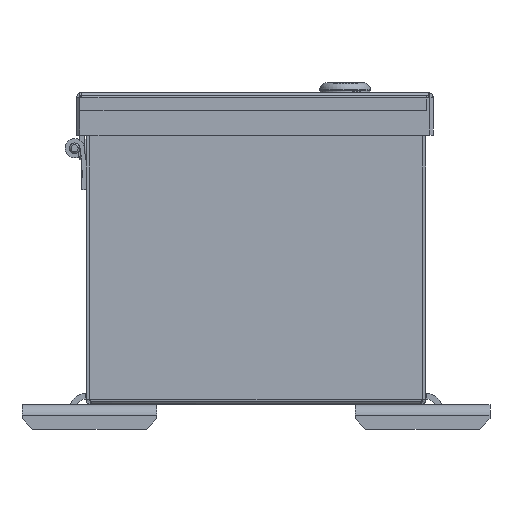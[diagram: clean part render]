
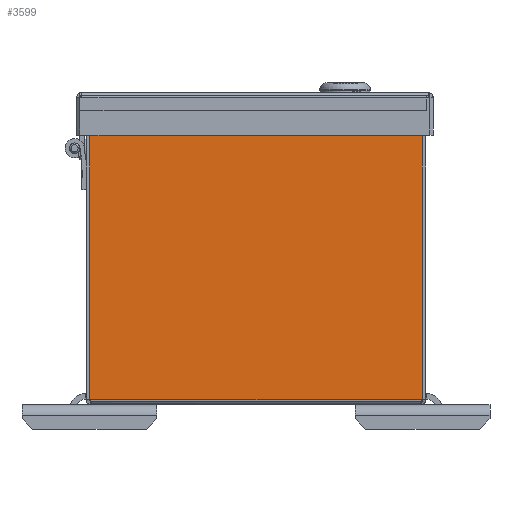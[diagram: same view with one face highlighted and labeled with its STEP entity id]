
A CAD part, front view. The second image highlights one B-rep face of the part: STEP entity #3599.
In plain terms, the highlighted planar face has unit normal (0, -1, 0).
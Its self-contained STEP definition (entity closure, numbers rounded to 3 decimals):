
#3599 = ADVANCED_FACE( '', ( #7783 ), #7784, .F. );
#7783 = FACE_OUTER_BOUND( '', #24651, .T. );
#7784 = PLANE( '', #24652 );
#24651 = EDGE_LOOP( '', ( #50027, #50028, #50029, #50030, #50031, #50032 ) );
#24652 = AXIS2_PLACEMENT_3D( '', #50033, #50034, #50035 );
#50027 = ORIENTED_EDGE( '', *, *, #62156, .T. );
#50028 = ORIENTED_EDGE( '', *, *, #62157, .F. );
#50029 = ORIENTED_EDGE( '', *, *, #62158, .T. );
#50030 = ORIENTED_EDGE( '', *, *, #60752, .T. );
#50031 = ORIENTED_EDGE( '', *, *, #62159, .T. );
#50032 = ORIENTED_EDGE( '', *, *, #62160, .T. );
#50033 = CARTESIAN_POINT( '', ( -520.548, -304.8, 0. ) );
#50034 = DIRECTION( '', ( 0., 1., 0. ) );
#50035 = DIRECTION( '', ( 0., 0., 1. ) );
#60752 = EDGE_CURVE( '', #66827, #66831, #66833, .F. );
#62156 = EDGE_CURVE( '', #69025, #69026, #69027, .T. );
#62157 = EDGE_CURVE( '', #66555, #69026, #69028, .T. );
#62158 = EDGE_CURVE( '', #66555, #66827, #69029, .T. );
#62159 = EDGE_CURVE( '', #66831, #68873, #69030, .T. );
#62160 = EDGE_CURVE( '', #68873, #69025, #69031, .T. );
#66555 = VERTEX_POINT( '', #77007 );
#66827 = VERTEX_POINT( '', #77573 );
#66831 = VERTEX_POINT( '', #77579 );
#66833 = LINE( '', #77582, #77583 );
#68873 = VERTEX_POINT( '', #82649 );
#69025 = VERTEX_POINT( '', #83066 );
#69026 = VERTEX_POINT( '', #83067 );
#69027 = LINE( '', #83068, #83069 );
#69028 = LINE( '', #83070, #83071 );
#69029 = LINE( '', #83072, #83073 );
#69030 = LINE( '', #83074, #83075 );
#69031 = LINE( '', #83076, #83077 );
#77007 = CARTESIAN_POINT( '', ( -74.663, -304.8, 124.663 ) );
#77573 = CARTESIAN_POINT( '', ( -74.673, -304.8, 124.653 ) );
#77579 = CARTESIAN_POINT( '', ( -74.673, -304.8, 2.337 ) );
#77582 = CARTESIAN_POINT( '', ( -74.673, -304.8, 0. ) );
#77583 = VECTOR( '', #91799, 1000. );
#82649 = CARTESIAN_POINT( '', ( 74.673, -304.8, 2.337 ) );
#83066 = CARTESIAN_POINT( '', ( 74.673, -304.8, 124.653 ) );
#83067 = CARTESIAN_POINT( '', ( 74.663, -304.8, 124.663 ) );
#83068 = CARTESIAN_POINT( '', ( 75.208, -304.8, 124.118 ) );
#83069 = VECTOR( '', #92826, 1000. );
#83070 = CARTESIAN_POINT( '', ( -520.548, -304.8, 124.663 ) );
#83071 = VECTOR( '', #92827, 1000. );
#83072 = CARTESIAN_POINT( '', ( -64.817, -304.8, 134.509 ) );
#83073 = VECTOR( '', #92828, 1000. );
#83074 = CARTESIAN_POINT( '', ( -520.548, -304.8, 2.337 ) );
#83075 = VECTOR( '', #92829, 1000. );
#83076 = CARTESIAN_POINT( '', ( 74.673, -304.8, 0. ) );
#83077 = VECTOR( '', #92830, 1000. );
#91799 = DIRECTION( '', ( 0., 0., 1. ) );
#92826 = DIRECTION( '', ( -0.707, 0., 0.707 ) );
#92827 = DIRECTION( '', ( 1., 0., 0. ) );
#92828 = DIRECTION( '', ( -0.707, 0., -0.707 ) );
#92829 = DIRECTION( '', ( 1., 0., 0. ) );
#92830 = DIRECTION( '', ( 0., 0., 1. ) );
